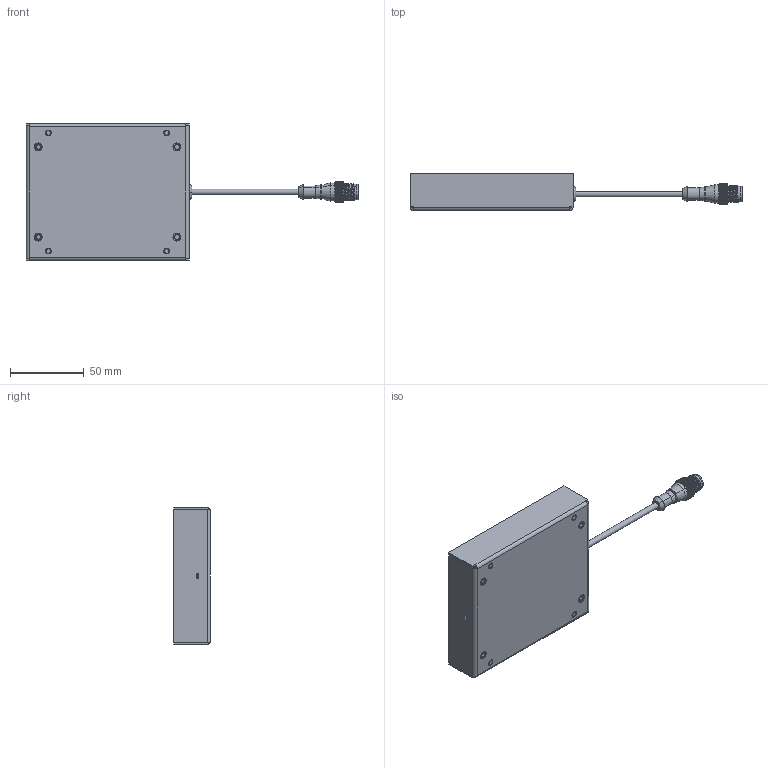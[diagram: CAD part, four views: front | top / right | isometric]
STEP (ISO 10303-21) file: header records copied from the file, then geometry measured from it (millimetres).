
FILE_DESCRIPTION((''),'2;1');
FILE_NAME('192820_ASM','2016-01-21T',('pdmadmin'),(''),'PRO/ENGINEER BY PARAMETRIC TECHNOLOGY CORPORATION, 2013230','PRO/ENGINEER BY PARAMETRIC TECHNOLOGY CORPORATION, 2013230','');
FILE_SCHEMA(('CONFIG_CONTROL_DESIGN'));
Length unit declared in the file: inch
Products named in the file (18): 121497; PEM_STUD_4-40-8; PEM_STUD_B-M4-1; 121497_ASM; 56880; 61382; 60070; PHPS_440_316; 61384; 173451; 133273; 122361; 133395; 133394; 133398_ASM; 156276_ASM; 119610_ASM; 192820_ASM
Assembly tree (35 placements, depth 5):
  192820_ASM
    121497_ASM
      121497
      PEM_STUD_4-40-8  x4
      PEM_STUD_B-M4-1  x4
    56880  x4
    61382  x4
    60070
    PHPS_440_316  x4
    61384
    119610_ASM
      173451
      156276_ASM
        133273
        122361
        133398_ASM
          133395
          133394  x4
Bounding box: 224.76 x 25.02 x 92.61 mm (x, y, z)
Volume: 44949.8 mm3; surface area: 70023.9 mm2
Topology: 31 solids, 35 shells, 2696 faces, 6145 edges, 3550 vertices
Faces by surface type: bspline 1350, cylinder 821, plane 405, cone 80, torus 22, sphere 16, revolution 2
Entity records: 109139 total; most frequent: CARTESIAN_POINT 69546, ORIENTED_EDGE 10202, EDGE_CURVE 5103, DIRECTION 4138, B_SPLINE_CURVE_WITH_KNOTS 3590, VERTEX_POINT 2893, EDGE_LOOP 2336, FACE_OUTER_BOUND 2264
